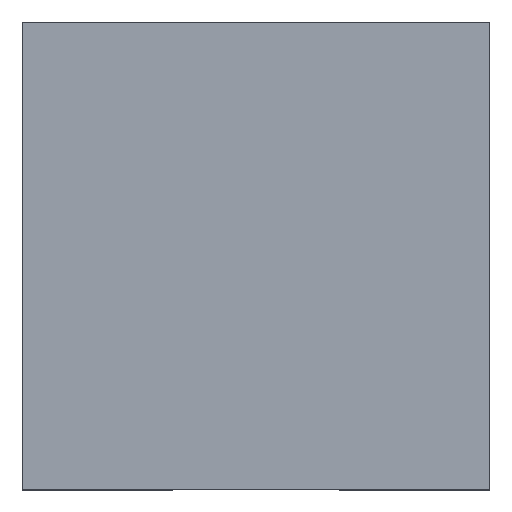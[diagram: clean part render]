
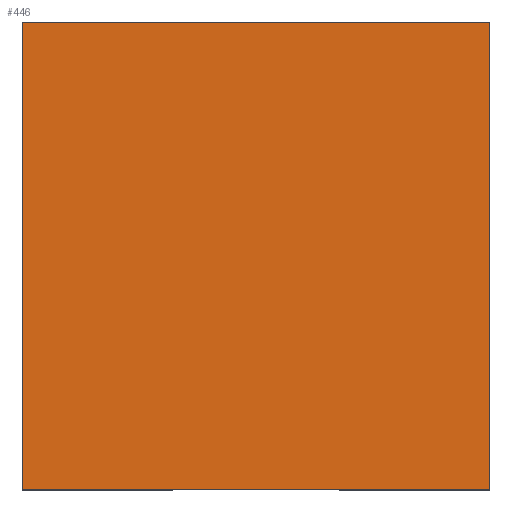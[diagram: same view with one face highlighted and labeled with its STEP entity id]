
A CAD part, top view. The second image highlights one B-rep face of the part: STEP entity #446.
In plain terms, the highlighted planar face has unit normal (0, 0, 1).
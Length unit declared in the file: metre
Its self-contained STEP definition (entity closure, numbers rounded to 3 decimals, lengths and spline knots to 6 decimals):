
#60=ORIENTED_EDGE('',*,*,#154,.T.);
#61=ORIENTED_EDGE('',*,*,#157,.F.);
#62=ORIENTED_EDGE('',*,*,#163,.F.);
#63=ORIENTED_EDGE('',*,*,#168,.T.);
#154=EDGE_CURVE('',#208,#213,#254,.T.);
#157=EDGE_CURVE('',#216,#213,#257,.T.);
#163=EDGE_CURVE('',#220,#216,#263,.T.);
#168=EDGE_CURVE('',#220,#208,#268,.T.);
#208=VERTEX_POINT('',#773);
#213=VERTEX_POINT('',#783);
#216=VERTEX_POINT('',#790);
#220=VERTEX_POINT('',#801);
#254=LINE('',#784,#314);
#257=LINE('',#791,#317);
#263=LINE('',#802,#323);
#268=LINE('',#810,#328);
#314=VECTOR('',#659,1.);
#317=VECTOR('',#664,1.);
#323=VECTOR('',#672,1.);
#328=VECTOR('',#679,1.);
#357=EDGE_LOOP('',(#60,#61,#62,#63));
#379=FACE_BOUND('',#357,.T.);
#401=PLANE('',#614);
#446=ADVANCED_FACE('',(#379),#401,.T.);
#614=AXIS2_PLACEMENT_3D('',#815,#683,#684);
#659=DIRECTION('',(-1.,0.,0.));
#664=DIRECTION('',(0.,1.,0.));
#672=DIRECTION('',(-1.,0.,0.));
#679=DIRECTION('',(0.,1.,0.));
#683=DIRECTION('',(0.,0.,1.));
#684=DIRECTION('',(1.,0.,0.));
#773=CARTESIAN_POINT('',(0.0009,0.0009,0.0003));
#783=CARTESIAN_POINT('',(-0.0009,0.0009,0.0003));
#784=CARTESIAN_POINT('',(0.00029,0.0009,0.0003));
#790=CARTESIAN_POINT('',(-0.0009,-0.0009,0.0003));
#791=CARTESIAN_POINT('',(-0.0009,-0.00029,0.0003));
#801=CARTESIAN_POINT('',(0.0009,-0.0009,0.0003));
#802=CARTESIAN_POINT('',(0.,-0.0009,0.0003));
#810=CARTESIAN_POINT('',(0.0009,0.,0.0003));
#815=CARTESIAN_POINT('',(0.,0.,0.0003));
